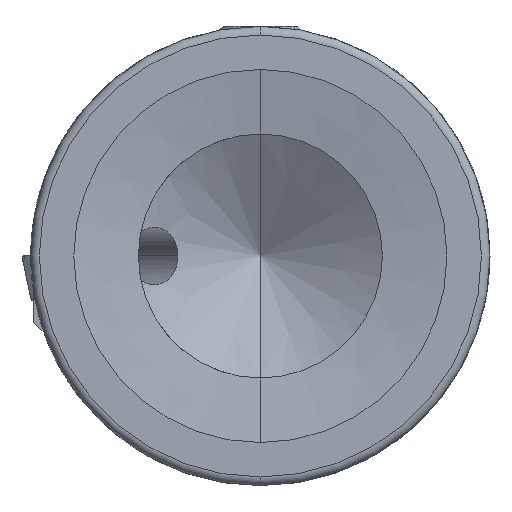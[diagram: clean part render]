
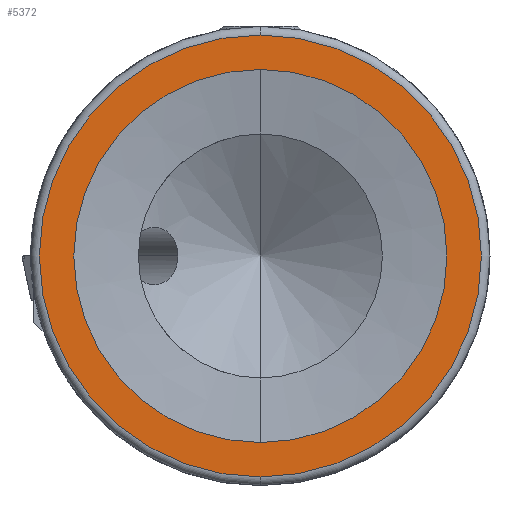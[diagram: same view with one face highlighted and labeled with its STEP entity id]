
A CAD part, left-side view. The second image highlights one B-rep face of the part: STEP entity #5372.
In plain terms, the highlighted planar face has unit normal (-1, 0, 0).
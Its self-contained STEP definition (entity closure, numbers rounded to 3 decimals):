
#218 = CARTESIAN_POINT ( 'NONE',  ( -17., 0., 0. ) ) ;
#849 = DIRECTION ( 'NONE',  ( 1., 0., 0. ) ) ;
#1314 = AXIS2_PLACEMENT_3D ( 'NONE', #4536, #849, #14020 ) ;
#2097 = DIRECTION ( 'NONE',  ( 0., 0., 1. ) ) ;
#2184 = ORIENTED_EDGE ( 'NONE', *, *, #6072, .T. ) ;
#2720 = CARTESIAN_POINT ( 'NONE',  ( -17., 0., 0. ) ) ;
#2805 = CARTESIAN_POINT ( 'NONE',  ( -17., 0., 0. ) ) ;
#4536 = CARTESIAN_POINT ( 'NONE',  ( -17., 6.5, 0. ) ) ;
#4604 = DIRECTION ( 'NONE',  ( 0., 0., 1. ) ) ;
#4684 = DIRECTION ( 'NONE',  ( 0., 0., 1. ) ) ;
#5372 = ADVANCED_FACE ( 'NONE', ( #17670, #8258 ), #12118, .F. ) ;
#6072 = EDGE_CURVE ( 'NONE', #7663, #16201, #13220, .T. ) ;
#6124 = EDGE_CURVE ( 'NONE', #16201, #7663, #7014, .T. ) ;
#6891 = DIRECTION ( 'NONE',  ( -1., 0., 0. ) ) ;
#7014 = CIRCLE ( 'NONE', #20564, 7.7 ) ;
#7321 = CARTESIAN_POINT ( 'NONE',  ( -17., 0., 6.5 ) ) ;
#7582 = CIRCLE ( 'NONE', #10670, 6.5 ) ;
#7663 = VERTEX_POINT ( 'NONE', #22569 ) ;
#8258 = FACE_OUTER_BOUND ( 'NONE', #20094, .T. ) ;
#8266 = CIRCLE ( 'NONE', #15942, 6.5 ) ;
#10415 = ORIENTED_EDGE ( 'NONE', *, *, #17511, .F. ) ;
#10670 = AXIS2_PLACEMENT_3D ( 'NONE', #2805, #15995, #4684 ) ;
#11530 = CARTESIAN_POINT ( 'NONE',  ( -17., 0., -6.5 ) ) ;
#12089 = VERTEX_POINT ( 'NONE', #7321 ) ;
#12118 = PLANE ( 'NONE',  #1314 ) ;
#12883 = CARTESIAN_POINT ( 'NONE',  ( -17., 0., -7.7 ) ) ;
#13220 = CIRCLE ( 'NONE', #15548, 7.7 ) ;
#13361 = DIRECTION ( 'NONE',  ( -1., 0., 0. ) ) ;
#14020 = DIRECTION ( 'NONE',  ( 0., 0., -1. ) ) ;
#15548 = AXIS2_PLACEMENT_3D ( 'NONE', #2720, #15913, #4604 ) ;
#15913 = DIRECTION ( 'NONE',  ( -1., 0., 0. ) ) ;
#15942 = AXIS2_PLACEMENT_3D ( 'NONE', #218, #13361, #2097 ) ;
#15995 = DIRECTION ( 'NONE',  ( -1., 0., 0. ) ) ;
#16201 = VERTEX_POINT ( 'NONE', #12883 ) ;
#17274 = ORIENTED_EDGE ( 'NONE', *, *, #21379, .F. ) ;
#17511 = EDGE_CURVE ( 'NONE', #20300, #12089, #7582, .T. ) ;
#17670 = FACE_BOUND ( 'NONE', #18053, .T. ) ;
#18053 = EDGE_LOOP ( 'NONE', ( #17274, #10415 ) ) ;
#18177 = CARTESIAN_POINT ( 'NONE',  ( -17., 0., 0. ) ) ;
#20081 = DIRECTION ( 'NONE',  ( 0., 0., 1. ) ) ;
#20094 = EDGE_LOOP ( 'NONE', ( #2184, #21112 ) ) ;
#20300 = VERTEX_POINT ( 'NONE', #11530 ) ;
#20564 = AXIS2_PLACEMENT_3D ( 'NONE', #18177, #6891, #20081 ) ;
#21112 = ORIENTED_EDGE ( 'NONE', *, *, #6124, .T. ) ;
#21379 = EDGE_CURVE ( 'NONE', #12089, #20300, #8266, .T. ) ;
#22569 = CARTESIAN_POINT ( 'NONE',  ( -17., 0., 7.7 ) ) ;
